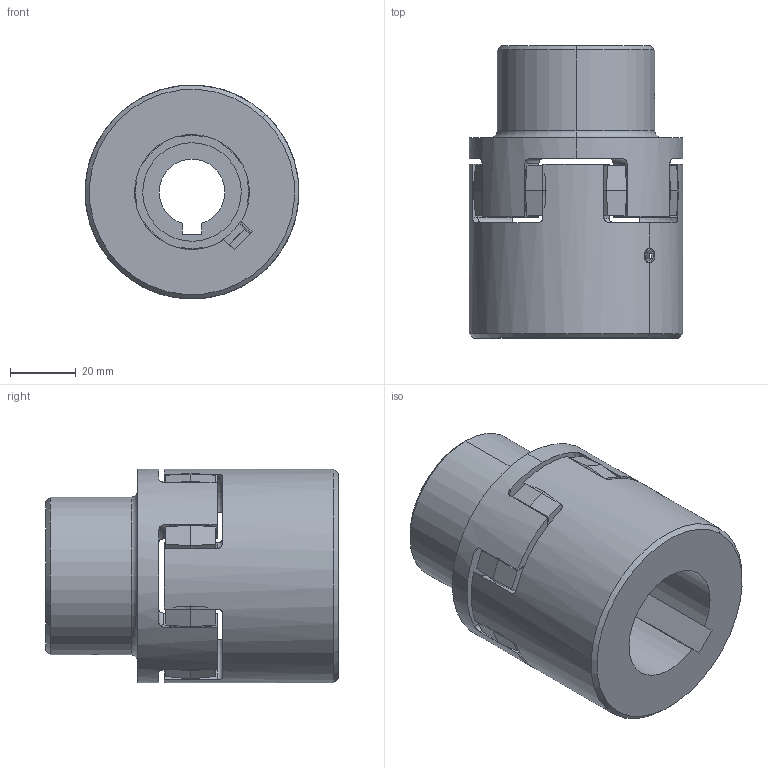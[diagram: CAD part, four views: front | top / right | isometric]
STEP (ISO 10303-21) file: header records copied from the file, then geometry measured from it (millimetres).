
FILE_DESCRIPTION (( 'STEP AP214' ), '1' );
FILE_NAME ('8275.STEP', '2013-06-11T15:23:41', ( 'it' ), ( '' ), 'SwSTEP 2.0', 'SolidWorks 2013', '' );
FILE_SCHEMA (( 'AUTOMOTIVE_DESIGN' ));
Length unit declared in the file: inch
Products named in the file (1): 8275
Bounding box: 65.02 x 88.9 x 65.02 mm (x, y, z)
Surface area: 41921.5 mm2 (no closed solid volume)
Topology: 0 solids, 3 shells, 157 faces, 511 edges, 347 vertices
Faces by surface type: plane 65, cone 36, cylinder 34, torus 22
Entity records: 8303 total; most frequent: CARTESIAN_POINT 1812, DIRECTION 936, ORIENTED_EDGE 865, EDGE_CURVE 511, AXIS2_PLACEMENT_3D 375, VERTEX_POINT 347, CIRCLE 217, LINE 186
